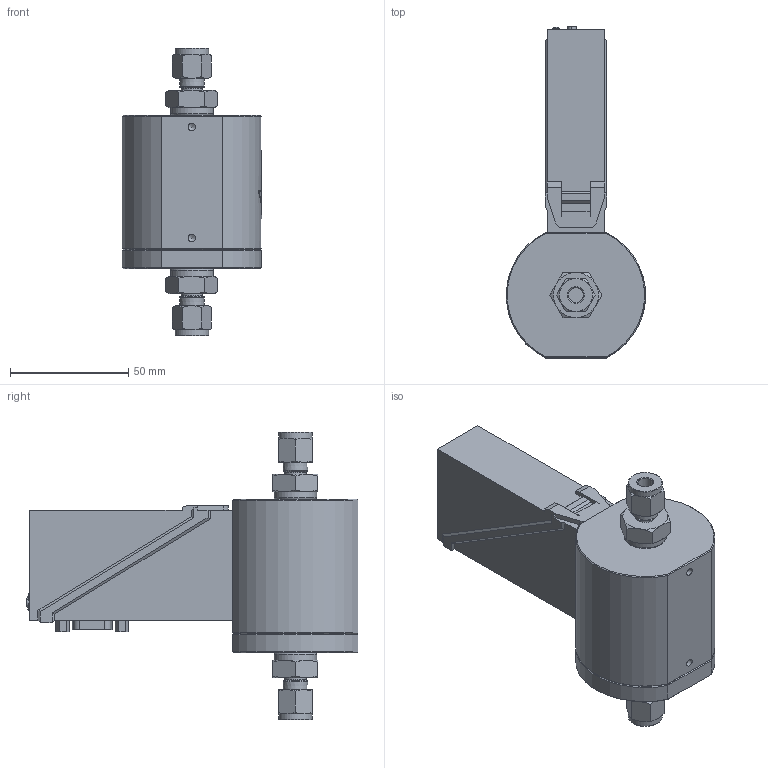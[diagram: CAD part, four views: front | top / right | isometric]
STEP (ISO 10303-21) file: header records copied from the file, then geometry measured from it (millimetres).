
FILE_DESCRIPTION(/* description */ (''),/* implementation_level */ '2;1');
FILE_NAME(/* name */ 'F-112AC-M10-AAD-22-V.stp',/* time_stamp */ '2019-10-18T08:26:32+02:00',/* author */ ('J-Wiggers'),/* organization */ (''),/* preprocessor_version */ 'ST-DEVELOPER v17',/* originating_system */ 'Autodesk Inventor 2018',/* authorisation */ '');
FILE_SCHEMA (('CONFIG_CONTROL_DESIGN'));
Length unit declared in the file: millimetre
Products named in the file (1): Part1
Bounding box: 58.89 x 140.56 x 121.8 mm (x, y, z)
Volume: 279142.1 mm3; surface area: 38873.6 mm2
Topology: 1 solids, 13 shells, 612 faces, 1540 edges, 966 vertices
Faces by surface type: plane 302, cone 116, cylinder 116, bspline 44, sphere 22, torus 12
Full cylindrical faces by diameter (mm): 3 x2, 3.242 x2, 5.328 x2, 6.35 x2, 8.5 x4, 8.997 x2, 9 x4, 14.287 x2, 18.034 x2
Entity records: 24003 total; most frequent: CARTESIAN_POINT 9726, ORIENTED_EDGE 2988, DIRECTION 2864, EDGE_CURVE 1494, AXIS2_PLACEMENT_3D 1047, VERTEX_POINT 966, LINE 770, VECTOR 770
